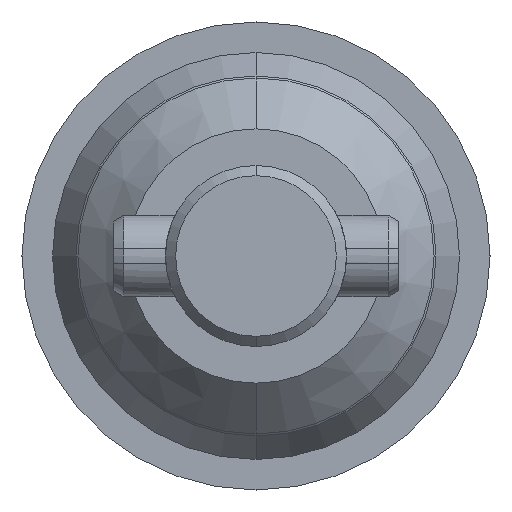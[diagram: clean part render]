
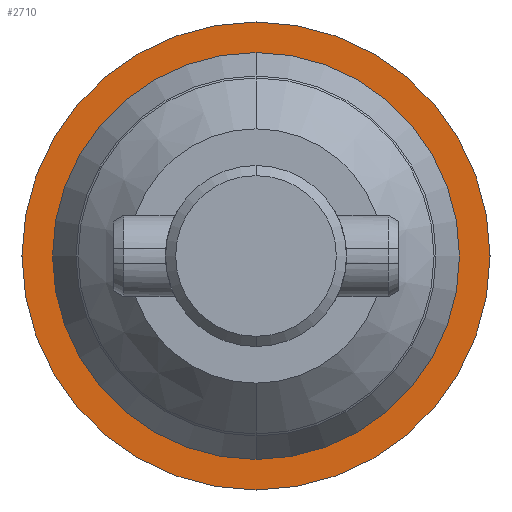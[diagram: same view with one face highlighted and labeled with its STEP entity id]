
A CAD part, front view. The second image highlights one B-rep face of the part: STEP entity #2710.
In plain terms, the highlighted planar face has unit normal (0, -1, 0).
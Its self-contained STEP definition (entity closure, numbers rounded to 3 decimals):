
#69 = VERTEX_POINT ( 'NONE', #4477 ) ;
#441 = ORIENTED_EDGE ( 'NONE', *, *, #3643, .F. ) ;
#444 = DIRECTION ( 'NONE',  ( 0., 0., -1. ) ) ;
#761 = FACE_BOUND ( 'NONE', #4566, .T. ) ;
#1074 = DIRECTION ( 'NONE',  ( 0., 1., 0. ) ) ;
#1202 = CIRCLE ( 'NONE', #2468, 2.3 ) ;
#1205 = DIRECTION ( 'NONE',  ( 0., 1., 0. ) ) ;
#1229 = CARTESIAN_POINT ( 'NONE',  ( 0., -5.7, 2. ) ) ;
#1586 = CIRCLE ( 'NONE', #3357, 2. ) ;
#1738 = DIRECTION ( 'NONE',  ( 0., 0., 1. ) ) ;
#1739 = AXIS2_PLACEMENT_3D ( 'NONE', #5878, #5836, #444 ) ;
#1886 = EDGE_LOOP ( 'NONE', ( #6556, #441 ) ) ;
#1962 = ORIENTED_EDGE ( 'NONE', *, *, #2095, .T. ) ;
#2095 = EDGE_CURVE ( 'NONE', #5909, #69, #4386, .T. ) ;
#2185 = CARTESIAN_POINT ( 'NONE',  ( 0., -5.7, -2.3 ) ) ;
#2468 = AXIS2_PLACEMENT_3D ( 'NONE', #5472, #4417, #5980 ) ;
#2477 = AXIS2_PLACEMENT_3D ( 'NONE', #3076, #1074, #6044 ) ;
#2710 = ADVANCED_FACE ( 'NONE', ( #761, #5816 ), #5373, .T. ) ;
#2963 = VERTEX_POINT ( 'NONE', #2185 ) ;
#3071 = DIRECTION ( 'NONE',  ( 0., 1., 0. ) ) ;
#3076 = CARTESIAN_POINT ( 'NONE',  ( 0., -5.7, 0. ) ) ;
#3114 = DIRECTION ( 'NONE',  ( 0., 0., 1. ) ) ;
#3357 = AXIS2_PLACEMENT_3D ( 'NONE', #3683, #1205, #1738 ) ;
#3643 = EDGE_CURVE ( 'NONE', #2963, #5233, #1202, .T. ) ;
#3683 = CARTESIAN_POINT ( 'NONE',  ( 0., -5.7, 0. ) ) ;
#4001 = ORIENTED_EDGE ( 'NONE', *, *, #5838, .T. ) ;
#4386 = CIRCLE ( 'NONE', #5161, 2. ) ;
#4417 = DIRECTION ( 'NONE',  ( 0., 1., 0. ) ) ;
#4477 = CARTESIAN_POINT ( 'NONE',  ( 0., -5.7, -2. ) ) ;
#4566 = EDGE_LOOP ( 'NONE', ( #1962, #4001 ) ) ;
#4914 = CARTESIAN_POINT ( 'NONE',  ( 0., -5.7, 2.3 ) ) ;
#5161 = AXIS2_PLACEMENT_3D ( 'NONE', #5619, #3071, #3114 ) ;
#5233 = VERTEX_POINT ( 'NONE', #4914 ) ;
#5373 = PLANE ( 'NONE',  #1739 ) ;
#5472 = CARTESIAN_POINT ( 'NONE',  ( 0., -5.7, 0. ) ) ;
#5619 = CARTESIAN_POINT ( 'NONE',  ( 0., -5.7, 0. ) ) ;
#5816 = FACE_OUTER_BOUND ( 'NONE', #1886, .T. ) ;
#5836 = DIRECTION ( 'NONE',  ( 0., -1., 0. ) ) ;
#5838 = EDGE_CURVE ( 'NONE', #69, #5909, #1586, .T. ) ;
#5878 = CARTESIAN_POINT ( 'NONE',  ( -2.3, -5.7, 0. ) ) ;
#5909 = VERTEX_POINT ( 'NONE', #1229 ) ;
#5980 = DIRECTION ( 'NONE',  ( 0., 0., 1. ) ) ;
#6044 = DIRECTION ( 'NONE',  ( 0., 0., 1. ) ) ;
#6265 = EDGE_CURVE ( 'NONE', #5233, #2963, #6487, .T. ) ;
#6487 = CIRCLE ( 'NONE', #2477, 2.3 ) ;
#6556 = ORIENTED_EDGE ( 'NONE', *, *, #6265, .F. ) ;
